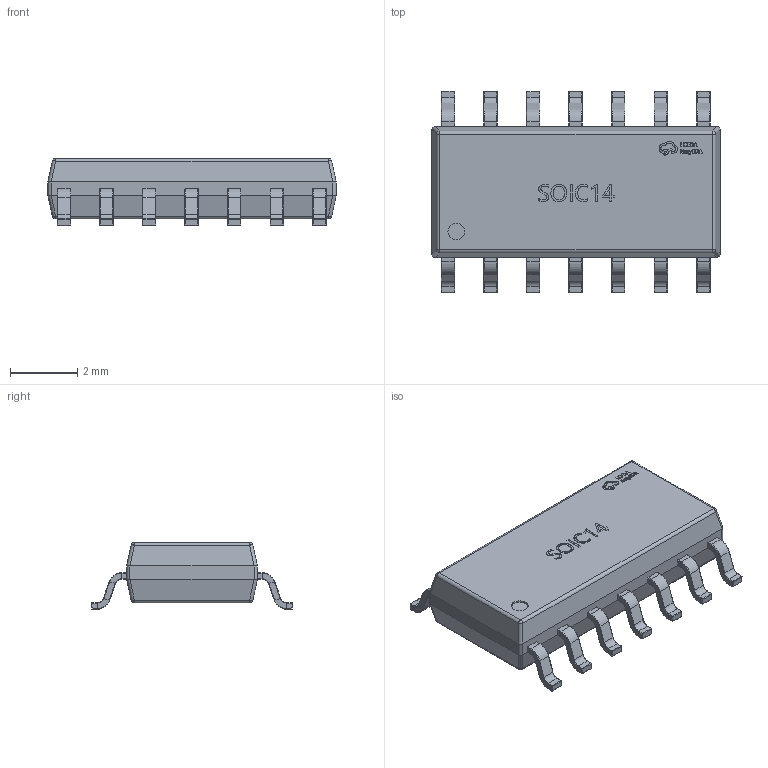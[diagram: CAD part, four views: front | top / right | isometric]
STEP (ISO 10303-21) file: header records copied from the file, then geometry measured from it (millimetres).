
FILE_DESCRIPTION(/* description */ ('STEP AP214'),/* implementation_level */ '2;1');
FILE_NAME(/* name */ 'SOIC-14.step',/* time_stamp */ '2024-11-28T19:05:17+08:00',/* author */ (''),/* organization */ (''),/* preprocessor_version */ 'ST-DEVELOPER v20',/* originating_system */ 'Autodesk Translation Framework v13.20.0.188',/* authorisation */ '');
FILE_SCHEMA (('AUTOMOTIVE_DESIGN { 1 0 10303 214 3 1 1 }'));
Length unit declared in the file: millimetre
Products named in the file (1): SOIC-14_L8.6-W3.9-H1.8-LS6.0-P1.27
Bounding box: 8.6 x 6.01 x 2 mm (x, y, z)
Volume: 59.4 mm3; surface area: 131.6 mm2
Topology: 28 solids, 28 shells, 1095 faces, 2457 edges, 1406 vertices
Faces by surface type: plane 474, cylinder 301, bspline 144, torus 112, sphere 64
Full cylindrical faces by diameter (mm): 0.5 x1
Entity records: 33657 total; most frequent: CARTESIAN_POINT 8721, DIRECTION 4947, ORIENTED_EDGE 4858, EDGE_CURVE 2429, AXIS2_PLACEMENT_3D 1764, LINE 1419, VECTOR 1419, VERTEX_POINT 1406
